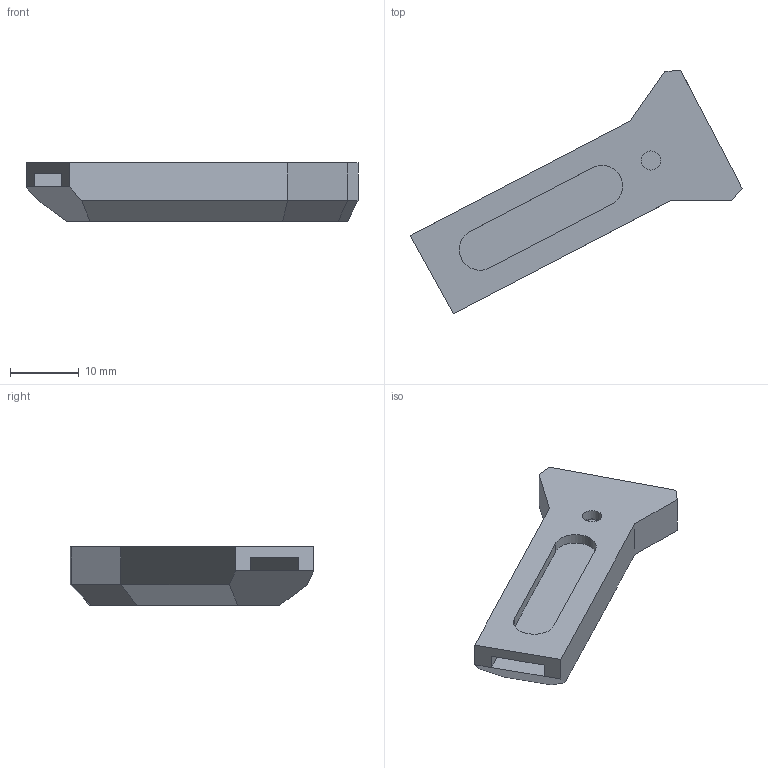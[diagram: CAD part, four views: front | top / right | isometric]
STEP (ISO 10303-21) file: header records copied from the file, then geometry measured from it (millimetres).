
FILE_DESCRIPTION(/* description */ (''),/* implementation_level */ '2;1');
FILE_NAME(/* name */ 'BLG_Feet_3PT.step',/* time_stamp */ '2023-05-24T17:36:44+08:00',/* author */ (''),/* organization */ (''),/* preprocessor_version */ 'ST-DEVELOPER v19.2',/* originating_system */ 'Autodesk Translation Framework v12.4.0.73',/* authorisation */ '');
FILE_SCHEMA (('AUTOMOTIVE_DESIGN { 1 0 10303 214 3 1 1 }'));
Length unit declared in the file: millimetre
Products named in the file (1): BLG_Feet_3PT
Bounding box: 48.24 x 35.4 x 8.5 mm (x, y, z)
Volume: 4030.4 mm3; surface area: 2729.1 mm2
Topology: 1 solids, 1 shells, 29 faces, 72 edges, 46 vertices
Faces by surface type: plane 24, cylinder 5
Full cylindrical faces by diameter (mm): 2.8 x2
Entity records: 889 total; most frequent: CARTESIAN_POINT 148, ORIENTED_EDGE 144, DIRECTION 142, EDGE_CURVE 72, LINE 62, VECTOR 62, VERTEX_POINT 46, AXIS2_PLACEMENT_3D 40
